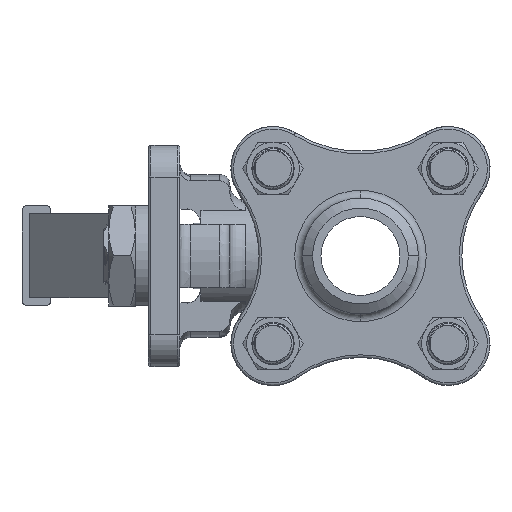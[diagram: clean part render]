
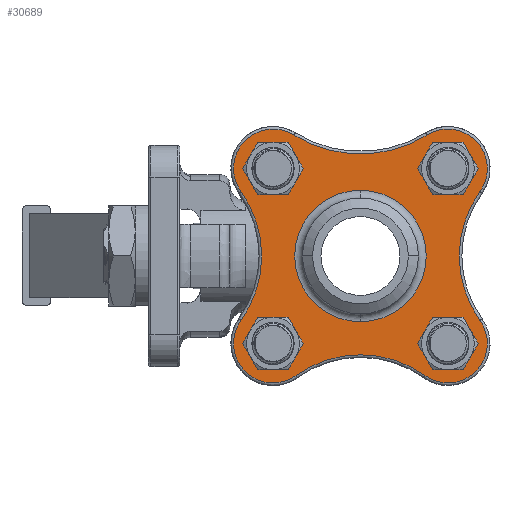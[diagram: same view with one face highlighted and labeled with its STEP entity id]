
A CAD part, left-side view. The second image highlights one B-rep face of the part: STEP entity #30689.
In plain terms, the highlighted planar face has unit normal (-1, 0, 0).
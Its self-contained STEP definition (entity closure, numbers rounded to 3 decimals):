
#29988=CARTESIAN_POINT('',(0.,0.,-39.771));
#29989=DIRECTION('',(1.,0.,0.));
#29990=DIRECTION('',(0.,0.583,0.812));
#29991=AXIS2_PLACEMENT_3D('',#29988,#29989,#29990);
#29993=CARTESIAN_POINT('',(0.,16.617,-16.617));
#29994=DIRECTION('',(-1.,0.,0.));
#29995=DIRECTION('',(0.,0.812,0.583));
#29996=AXIS2_PLACEMENT_3D('',#29993,#29994,#29995);
#29998=CARTESIAN_POINT('',(0.,39.771,0.));
#29999=DIRECTION('',(1.,0.,0.));
#30000=DIRECTION('',(0.,-0.812,0.583));
#30001=AXIS2_PLACEMENT_3D('',#29998,#29999,#30000);
#30003=CARTESIAN_POINT('',(0.,16.617,16.617));
#30004=DIRECTION('',(-1.,0.,0.));
#30005=DIRECTION('',(0.,-0.528,0.85));
#30006=AXIS2_PLACEMENT_3D('',#30003,#30004,#30005);
#30008=CARTESIAN_POINT('',(0.,0.,43.378));
#30009=DIRECTION('',(1.,0.,0.));
#30010=DIRECTION('',(0.,-0.528,-0.85));
#30011=AXIS2_PLACEMENT_3D('',#30008,#30009,#30010);
#30013=CARTESIAN_POINT('',(0.,-16.617,16.617));
#30014=DIRECTION('',(-1.,0.,0.));
#30015=DIRECTION('',(0.,-0.812,-0.583));
#30016=AXIS2_PLACEMENT_3D('',#30013,#30014,#30015);
#30018=CARTESIAN_POINT('',(0.,-39.771,0.));
#30019=DIRECTION('',(1.,0.,0.));
#30020=DIRECTION('',(0.,0.812,-0.583));
#30021=AXIS2_PLACEMENT_3D('',#30018,#30019,#30020);
#30023=CARTESIAN_POINT('',(0.,-16.617,-16.617));
#30024=DIRECTION('',(-1.,0.,0.));
#30025=DIRECTION('',(0.,0.583,-0.812));
#30026=AXIS2_PLACEMENT_3D('',#30023,#30024,#30025);
#30028=CARTESIAN_POINT('',(0.,-16.617,-16.617));
#30029=DIRECTION('',(-1.,0.,0.));
#30030=DIRECTION('',(0.,-1.,0.));
#30031=AXIS2_PLACEMENT_3D('',#30028,#30029,#30030);
#30033=CARTESIAN_POINT('',(0.,-16.617,-16.617));
#30034=DIRECTION('',(-1.,0.,0.));
#30035=DIRECTION('',(0.,1.,0.));
#30036=AXIS2_PLACEMENT_3D('',#30033,#30034,#30035);
#30038=CARTESIAN_POINT('',(0.,-16.617,16.617));
#30039=DIRECTION('',(-1.,0.,0.));
#30040=DIRECTION('',(0.,-1.,0.));
#30041=AXIS2_PLACEMENT_3D('',#30038,#30039,#30040);
#30043=CARTESIAN_POINT('',(0.,-16.617,16.617));
#30044=DIRECTION('',(-1.,0.,0.));
#30045=DIRECTION('',(0.,1.,0.));
#30046=AXIS2_PLACEMENT_3D('',#30043,#30044,#30045);
#30048=CARTESIAN_POINT('',(0.,16.617,16.617));
#30049=DIRECTION('',(-1.,0.,0.));
#30050=DIRECTION('',(0.,-1.,0.));
#30051=AXIS2_PLACEMENT_3D('',#30048,#30049,#30050);
#30053=CARTESIAN_POINT('',(0.,16.617,16.617));
#30054=DIRECTION('',(-1.,0.,0.));
#30055=DIRECTION('',(0.,1.,0.));
#30056=AXIS2_PLACEMENT_3D('',#30053,#30054,#30055);
#30058=CARTESIAN_POINT('',(0.,16.617,-16.617));
#30059=DIRECTION('',(-1.,0.,0.));
#30060=DIRECTION('',(0.,-1.,0.));
#30061=AXIS2_PLACEMENT_3D('',#30058,#30059,#30060);
#30063=CARTESIAN_POINT('',(0.,16.617,-16.617));
#30064=DIRECTION('',(-1.,0.,0.));
#30065=DIRECTION('',(0.,1.,0.));
#30066=AXIS2_PLACEMENT_3D('',#30063,#30064,#30065);
#30068=CARTESIAN_POINT('',(0.,0.,0.));
#30069=DIRECTION('',(-1.,0.,0.));
#30070=DIRECTION('',(0.,0.,1.));
#30071=AXIS2_PLACEMENT_3D('',#30068,#30069,#30070);
#30073=CARTESIAN_POINT('',(0.,0.,0.));
#30074=DIRECTION('',(-1.,0.,0.));
#30075=DIRECTION('',(0.,0.,-1.));
#30076=AXIS2_PLACEMENT_3D('',#30073,#30074,#30075);
#30504=CARTESIAN_POINT('',(0.,-20.917,-16.617));
#30505=CARTESIAN_POINT('',(0.,-12.317,-16.617));
#30506=VERTEX_POINT('',#30504);
#30507=VERTEX_POINT('',#30505);
#30508=CARTESIAN_POINT('',(0.,-20.917,16.617));
#30509=CARTESIAN_POINT('',(0.,-12.317,16.617));
#30510=VERTEX_POINT('',#30508);
#30511=VERTEX_POINT('',#30509);
#30512=CARTESIAN_POINT('',(0.,12.317,16.617));
#30513=CARTESIAN_POINT('',(0.,20.917,16.617));
#30514=VERTEX_POINT('',#30512);
#30515=VERTEX_POINT('',#30513);
#30516=CARTESIAN_POINT('',(0.,12.317,-16.617));
#30517=CARTESIAN_POINT('',(0.,20.917,-16.617));
#30518=VERTEX_POINT('',#30516);
#30519=VERTEX_POINT('',#30517);
#30544=CARTESIAN_POINT('',(0.,12.244,-22.71));
#30545=CARTESIAN_POINT('',(0.,-12.244,-22.71));
#30546=VERTEX_POINT('',#30544);
#30547=VERTEX_POINT('',#30545);
#30552=CARTESIAN_POINT('',(0.,-22.71,-12.244));
#30553=VERTEX_POINT('',#30552);
#30556=CARTESIAN_POINT('',(0.,-22.71,12.244));
#30557=VERTEX_POINT('',#30556);
#30560=CARTESIAN_POINT('',(0.,-12.661,22.989));
#30561=VERTEX_POINT('',#30560);
#30564=CARTESIAN_POINT('',(0.,12.661,22.989));
#30565=VERTEX_POINT('',#30564);
#30568=CARTESIAN_POINT('',(0.,22.71,12.244));
#30569=VERTEX_POINT('',#30568);
#30572=CARTESIAN_POINT('',(0.,22.71,-12.244));
#30573=VERTEX_POINT('',#30572);
#30628=CARTESIAN_POINT('',(0.,0.,12.5));
#30629=CARTESIAN_POINT('',(0.,0.,-12.5));
#30630=VERTEX_POINT('',#30628);
#30631=VERTEX_POINT('',#30629);
#30636=CARTESIAN_POINT('',(0.,0.,0.));
#30637=DIRECTION('',(1.,0.,0.));
#30638=DIRECTION('',(0.,-1.,0.));
#30639=AXIS2_PLACEMENT_3D('',#30636,#30637,#30638);
#30640=PLANE('',#30639);
#30642=ORIENTED_EDGE('',*,*,#30641,.F.);
#30644=ORIENTED_EDGE('',*,*,#30643,.F.);
#30646=ORIENTED_EDGE('',*,*,#30645,.F.);
#30648=ORIENTED_EDGE('',*,*,#30647,.F.);
#30650=ORIENTED_EDGE('',*,*,#30649,.F.);
#30652=ORIENTED_EDGE('',*,*,#30651,.F.);
#30654=ORIENTED_EDGE('',*,*,#30653,.F.);
#30656=ORIENTED_EDGE('',*,*,#30655,.F.);
#30657=EDGE_LOOP('',(#30642,#30644,#30646,#30648,#30650,#30652,#30654,#30656));
#30658=FACE_OUTER_BOUND('',#30657,.F.);
#30660=ORIENTED_EDGE('',*,*,#30659,.T.);
#30662=ORIENTED_EDGE('',*,*,#30661,.T.);
#30663=EDGE_LOOP('',(#30660,#30662));
#30664=FACE_BOUND('',#30663,.F.);
#30666=ORIENTED_EDGE('',*,*,#30665,.T.);
#30668=ORIENTED_EDGE('',*,*,#30667,.T.);
#30669=EDGE_LOOP('',(#30666,#30668));
#30670=FACE_BOUND('',#30669,.F.);
#30672=ORIENTED_EDGE('',*,*,#30671,.T.);
#30674=ORIENTED_EDGE('',*,*,#30673,.T.);
#30675=EDGE_LOOP('',(#30672,#30674));
#30676=FACE_BOUND('',#30675,.F.);
#30678=ORIENTED_EDGE('',*,*,#30677,.T.);
#30680=ORIENTED_EDGE('',*,*,#30679,.T.);
#30681=EDGE_LOOP('',(#30678,#30680));
#30682=FACE_BOUND('',#30681,.F.);
#30684=ORIENTED_EDGE('',*,*,#30683,.T.);
#30686=ORIENTED_EDGE('',*,*,#30685,.T.);
#30687=EDGE_LOOP('',(#30684,#30686));
#30688=FACE_BOUND('',#30687,.F.);
#29992=CIRCLE('',#29991,21.);
#29997=CIRCLE('',#29996,7.5);
#30002=CIRCLE('',#30001,21.);
#30007=CIRCLE('',#30006,7.5);
#30012=CIRCLE('',#30011,24.);
#30017=CIRCLE('',#30016,7.5);
#30022=CIRCLE('',#30021,21.);
#30027=CIRCLE('',#30026,7.5);
#30032=CIRCLE('',#30031,4.3);
#30037=CIRCLE('',#30036,4.3);
#30042=CIRCLE('',#30041,4.3);
#30047=CIRCLE('',#30046,4.3);
#30052=CIRCLE('',#30051,4.3);
#30057=CIRCLE('',#30056,4.3);
#30062=CIRCLE('',#30061,4.3);
#30067=CIRCLE('',#30066,4.3);
#30072=CIRCLE('',#30071,12.5);
#30077=CIRCLE('',#30076,12.5);
#30641=EDGE_CURVE('',#30546,#30547,#29992,.T.);
#30643=EDGE_CURVE('',#30573,#30546,#29997,.T.);
#30645=EDGE_CURVE('',#30569,#30573,#30002,.T.);
#30647=EDGE_CURVE('',#30565,#30569,#30007,.T.);
#30649=EDGE_CURVE('',#30561,#30565,#30012,.T.);
#30651=EDGE_CURVE('',#30557,#30561,#30017,.T.);
#30653=EDGE_CURVE('',#30553,#30557,#30022,.T.);
#30655=EDGE_CURVE('',#30547,#30553,#30027,.T.);
#30659=EDGE_CURVE('',#30506,#30507,#30032,.T.);
#30661=EDGE_CURVE('',#30507,#30506,#30037,.T.);
#30665=EDGE_CURVE('',#30510,#30511,#30042,.T.);
#30667=EDGE_CURVE('',#30511,#30510,#30047,.T.);
#30671=EDGE_CURVE('',#30514,#30515,#30052,.T.);
#30673=EDGE_CURVE('',#30515,#30514,#30057,.T.);
#30677=EDGE_CURVE('',#30518,#30519,#30062,.T.);
#30679=EDGE_CURVE('',#30519,#30518,#30067,.T.);
#30683=EDGE_CURVE('',#30630,#30631,#30072,.T.);
#30685=EDGE_CURVE('',#30631,#30630,#30077,.T.);
#30689=ADVANCED_FACE('',(#30658,#30664,#30670,#30676,#30682,#30688),#30640,.F.);
